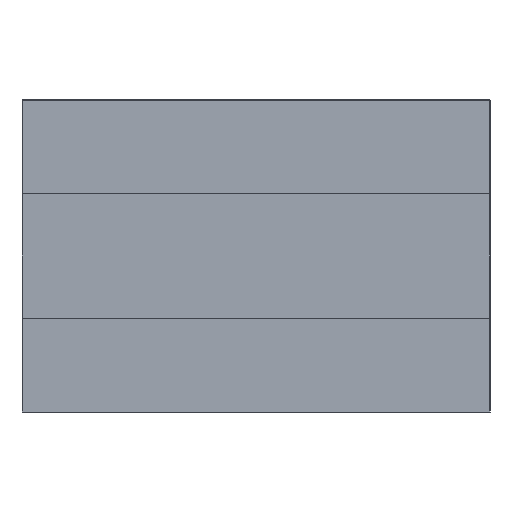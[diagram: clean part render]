
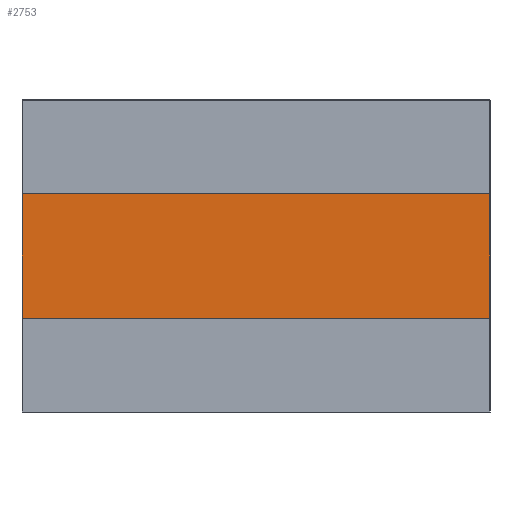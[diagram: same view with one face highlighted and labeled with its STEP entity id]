
A CAD part, left-side view. The second image highlights one B-rep face of the part: STEP entity #2753.
In plain terms, the highlighted planar face has unit normal (-1, 0, 0).
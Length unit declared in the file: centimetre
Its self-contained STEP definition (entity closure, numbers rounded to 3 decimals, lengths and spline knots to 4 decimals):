
#217=FACE_OUTER_BOUND('',#384,.T.);
#384=EDGE_LOOP('',(#2430,#2431,#2432,#2433));
#690=LINE('',#4300,#1015);
#764=LINE('',#4485,#1089);
#765=LINE('',#4488,#1090);
#766=LINE('',#4489,#1091);
#1015=VECTOR('',#3508,1.);
#1089=VECTOR('',#3704,1.);
#1090=VECTOR('',#3707,1.);
#1091=VECTOR('',#3708,1.);
#1280=VERTEX_POINT('',#4297);
#1281=VERTEX_POINT('',#4299);
#1331=VERTEX_POINT('',#4483);
#1332=VERTEX_POINT('',#4487);
#1618=EDGE_CURVE('',#1280,#1281,#690,.T.);
#1708=EDGE_CURVE('',#1331,#1281,#764,.T.);
#1709=EDGE_CURVE('',#1331,#1332,#765,.T.);
#1710=EDGE_CURVE('',#1332,#1280,#766,.T.);
#2430=ORIENTED_EDGE('',*,*,#1709,.F.);
#2431=ORIENTED_EDGE('',*,*,#1708,.T.);
#2432=ORIENTED_EDGE('',*,*,#1618,.F.);
#2433=ORIENTED_EDGE('',*,*,#1710,.F.);
#2600=PLANE('',#2965);
#2753=ADVANCED_FACE('',(#217),#2600,.T.);
#2965=AXIS2_PLACEMENT_3D('',#4486,#3705,#3706);
#3508=DIRECTION('',(0.,0.,-1.));
#3704=DIRECTION('',(0.,-1.,0.));
#3705=DIRECTION('center_axis',(-1.,0.,0.));
#3706=DIRECTION('ref_axis',(0.,0.,-1.));
#3707=DIRECTION('',(0.,0.,1.));
#3708=DIRECTION('',(0.,-1.,0.));
#4297=CARTESIAN_POINT('',(-0.762,-2.54,-1.016));
#4299=CARTESIAN_POINT('',(-0.762,-2.54,-1.524));
#4300=CARTESIAN_POINT('',(-0.762,-2.54,-1.524));
#4483=CARTESIAN_POINT('',(-0.762,-0.635,-1.524));
#4485=CARTESIAN_POINT('',(-0.762,0.,-1.524));
#4486=CARTESIAN_POINT('Origin',(-0.762,0.,-1.016));
#4487=CARTESIAN_POINT('',(-0.762,-0.635,-1.016));
#4488=CARTESIAN_POINT('',(-0.762,-0.635,-1.143));
#4489=CARTESIAN_POINT('',(-0.762,0.,-1.016));
